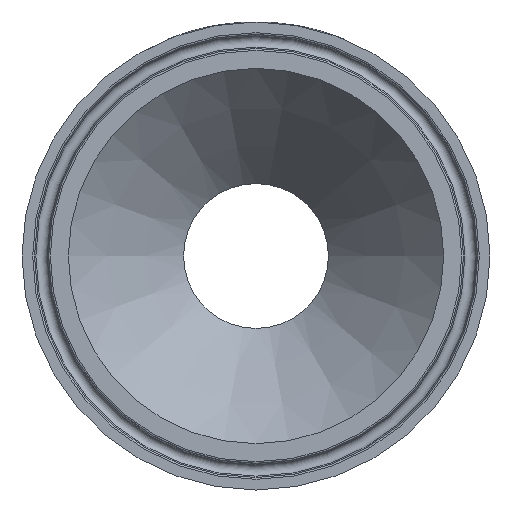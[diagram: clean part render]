
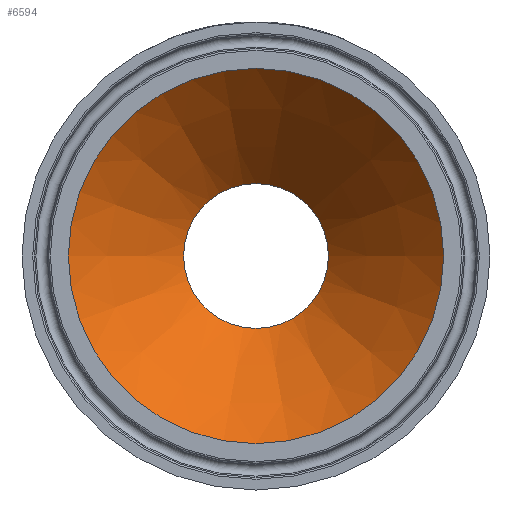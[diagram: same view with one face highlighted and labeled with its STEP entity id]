
A CAD part, left-side view. The second image highlights one B-rep face of the part: STEP entity #6594.
In plain terms, the highlighted conical face has half-angle 41.756 degrees and reference radius 25.259 mm.
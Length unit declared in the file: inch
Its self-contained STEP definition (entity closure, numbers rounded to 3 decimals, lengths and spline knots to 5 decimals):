
#27=CONICAL_SURFACE('',#6997,0.99445,41.756);
#117=FACE_BOUND('',#1227,.T.);
#805=FACE_OUTER_BOUND('',#1226,.T.);
#1226=EDGE_LOOP('',(#6163));
#1227=EDGE_LOOP('',(#6164));
#1728=CIRCLE('',#6988,1.435);
#1732=CIRCLE('',#6996,0.5539);
#3251=VERTEX_POINT('',#14469);
#3255=VERTEX_POINT('',#14481);
#4222=EDGE_CURVE('',#3251,#3251,#1728,.T.);
#4226=EDGE_CURVE('',#3255,#3255,#1732,.T.);
#6163=ORIENTED_EDGE('',*,*,#4222,.F.);
#6164=ORIENTED_EDGE('',*,*,#4226,.T.);
#6594=ADVANCED_FACE('',(#805,#117),#27,.F.);
#6988=AXIS2_PLACEMENT_3D('',#14470,#8212,#8213);
#6996=AXIS2_PLACEMENT_3D('',#14482,#8228,#8229);
#6997=AXIS2_PLACEMENT_3D('',#14483,#8230,#8231);
#8212=DIRECTION('center_axis',(1.,0.,0.));
#8213=DIRECTION('ref_axis',(0.,1.,0.));
#8228=DIRECTION('center_axis',(1.,0.,0.));
#8229=DIRECTION('ref_axis',(0.,1.,0.));
#8230=DIRECTION('center_axis',(-1.,0.,0.));
#8231=DIRECTION('ref_axis',(0.,1.,0.));
#14469=CARTESIAN_POINT('',(0.,1.435,0.));
#14470=CARTESIAN_POINT('Origin',(0.,0.,
0.));
#14481=CARTESIAN_POINT('',(0.987,0.5539,0.));
#14482=CARTESIAN_POINT('Origin',(0.987,0.,0.));
#14483=CARTESIAN_POINT('Origin',(0.4935,0.,0.));
